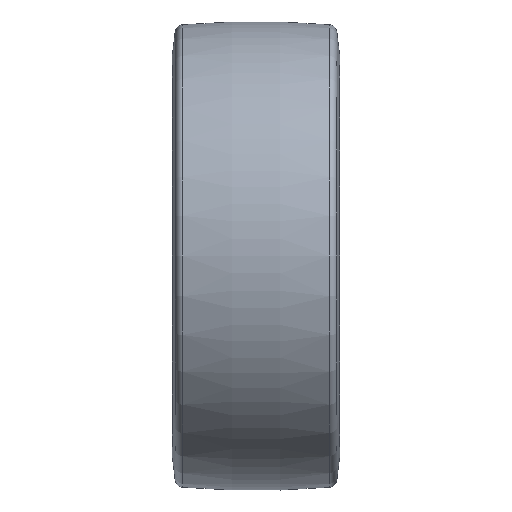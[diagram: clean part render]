
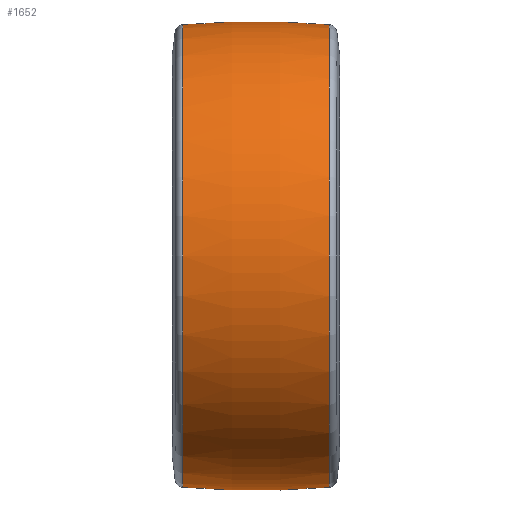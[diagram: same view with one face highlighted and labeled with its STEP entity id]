
A CAD part, front view. The second image highlights one B-rep face of the part: STEP entity #1652.
In plain terms, the highlighted toroidal (fillet/blend) face has major radius 312.5 mm and minor radius 427.5 mm.
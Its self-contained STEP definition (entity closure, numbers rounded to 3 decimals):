
#31 = EDGE_CURVE ( 'NONE', #790, #1019, #1477, .T. ) ;
#58 = AXIS2_PLACEMENT_3D ( 'NONE', #1728, #322, #493 ) ;
#60 = EDGE_LOOP ( 'NONE', ( #1209, #1353, #85, #1604 ) ) ;
#85 = ORIENTED_EDGE ( 'NONE', *, *, #31, .T. ) ;
#150 = VERTEX_POINT ( 'NONE', #1699 ) ;
#152 = CIRCLE ( 'NONE', #1463, 113.48 ) ;
#176 = CARTESIAN_POINT ( 'NONE',  ( -77.018, 0., 113.48 ) ) ;
#184 = DIRECTION ( 'NONE',  ( -1., 0., 0. ) ) ;
#217 = AXIS2_PLACEMENT_3D ( 'NONE', #673, #666, #1768 ) ;
#322 = DIRECTION ( 'NONE',  ( -1., 0., 0. ) ) ;
#338 = DIRECTION ( 'NONE',  ( -1., 0., 0. ) ) ;
#448 = DIRECTION ( 'NONE',  ( 0., 0., 1. ) ) ;
#477 = TOROIDAL_SURFACE ( 'NONE', #58, -312.5, 427.5 ) ;
#493 = DIRECTION ( 'NONE',  ( 0., 0., 1. ) ) ;
#577 = DIRECTION ( 'NONE',  ( 0., 0., -1. ) ) ;
#582 = CIRCLE ( 'NONE', #724, 113.48 ) ;
#666 = DIRECTION ( 'NONE',  ( 0., 1., 0. ) ) ;
#671 = VERTEX_POINT ( 'NONE', #1706 ) ;
#673 = CARTESIAN_POINT ( 'NONE',  ( -41., 0., 312.5 ) ) ;
#693 = CARTESIAN_POINT ( 'NONE',  ( -41., 0., -312.5 ) ) ;
#724 = AXIS2_PLACEMENT_3D ( 'NONE', #1572, #338, #448 ) ;
#780 = AXIS2_PLACEMENT_3D ( 'NONE', #693, #1534, #577 ) ;
#790 = VERTEX_POINT ( 'NONE', #1753 ) ;
#795 = EDGE_CURVE ( 'NONE', #671, #150, #1781, .T. ) ;
#989 = EDGE_CURVE ( 'NONE', #150, #1019, #152, .T. ) ;
#1019 = VERTEX_POINT ( 'NONE', #176 ) ;
#1177 = DIRECTION ( 'NONE',  ( 0., 0., 1. ) ) ;
#1209 = ORIENTED_EDGE ( 'NONE', *, *, #795, .F. ) ;
#1315 = CARTESIAN_POINT ( 'NONE',  ( -77.018, 0., 0. ) ) ;
#1353 = ORIENTED_EDGE ( 'NONE', *, *, #1458, .T. ) ;
#1430 = FACE_OUTER_BOUND ( 'NONE', #60, .T. ) ;
#1458 = EDGE_CURVE ( 'NONE', #671, #790, #582, .T. ) ;
#1463 = AXIS2_PLACEMENT_3D ( 'NONE', #1315, #184, #1177 ) ;
#1477 = CIRCLE ( 'NONE', #780, 427.5 ) ;
#1534 = DIRECTION ( 'NONE',  ( 0., -1., 0. ) ) ;
#1572 = CARTESIAN_POINT ( 'NONE',  ( -4.982, 0., 0. ) ) ;
#1604 = ORIENTED_EDGE ( 'NONE', *, *, #989, .F. ) ;
#1652 = ADVANCED_FACE ( 'NONE', ( #1430 ), #477, .T. ) ;
#1699 = CARTESIAN_POINT ( 'NONE',  ( -77.018, 0., -113.48 ) ) ;
#1706 = CARTESIAN_POINT ( 'NONE',  ( -4.982, 0., -113.48 ) ) ;
#1728 = CARTESIAN_POINT ( 'NONE',  ( -41., 0., 0. ) ) ;
#1753 = CARTESIAN_POINT ( 'NONE',  ( -4.982, 0., 113.48 ) ) ;
#1768 = DIRECTION ( 'NONE',  ( 0., 0., 1. ) ) ;
#1781 = CIRCLE ( 'NONE', #217, 427.5 ) ;
